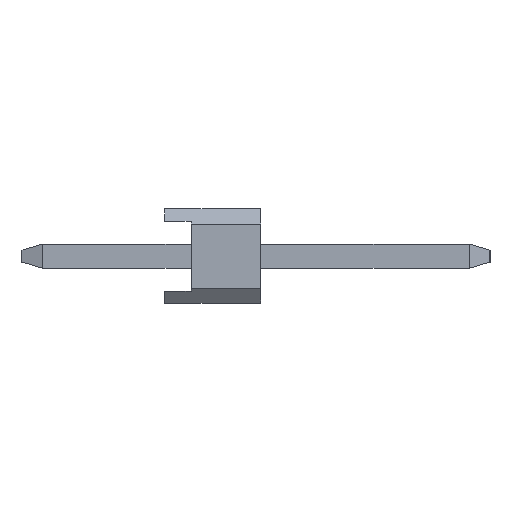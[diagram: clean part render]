
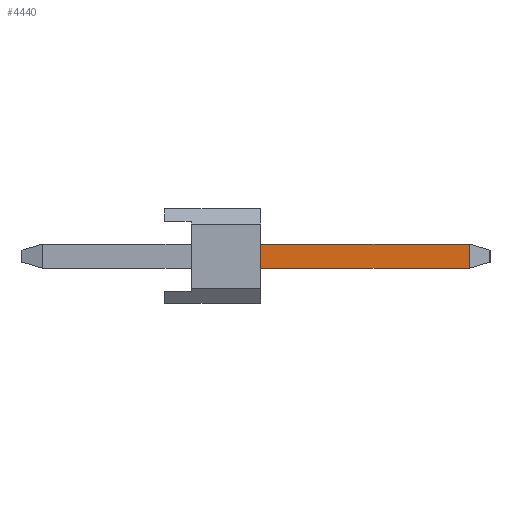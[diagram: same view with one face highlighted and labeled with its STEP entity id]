
A CAD part, left-side view. The second image highlights one B-rep face of the part: STEP entity #4440.
In plain terms, the highlighted planar face has unit normal (-1, 0, 0).
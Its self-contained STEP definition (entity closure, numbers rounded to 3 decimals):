
#3714=EDGE_CURVE('',#7492,#7516,#10526,.T.);
#4440=ADVANCED_FACE('',(#11341),#11342,.T.);
#5390=EDGE_CURVE('',#9668,#8306,#12380,.T.);
#7492=VERTEX_POINT('',#14692);
#7516=VERTEX_POINT('',#14720);
#7642=EDGE_CURVE('',#7516,#9668,#14861,.T.);
#8130=EDGE_CURVE('',#8306,#7492,#15397,.T.);
#8306=VERTEX_POINT('',#15589);
#9668=VERTEX_POINT('',#17092);
#10526=LINE('',#18140,#18141);
#11341=FACE_OUTER_BOUND('',#19330,.T.);
#11342=PLANE('',#19331);
#12380=LINE('',#20858,#20859);
#14692=CARTESIAN_POINT('',(-26.99,-8.074,0.32));
#14720=CARTESIAN_POINT('',(-26.99,-8.074,-0.32));
#14861=LINE('',#24433,#24434);
#15397=LINE('',#25227,#25228);
#15589=CARTESIAN_POINT('',(-26.99,-2.54,0.32));
#17092=CARTESIAN_POINT('',(-26.99,-2.54,-0.32));
#18140=CARTESIAN_POINT('',(-26.99,-8.074,0.5));
#18141=VECTOR('',#28823,1.0);
#19330=EDGE_LOOP('',(#29820,#29821,#29822,#29823));
#19331=AXIS2_PLACEMENT_3D('',#29824,#29825,#29826);
#20858=CARTESIAN_POINT('',(-26.99,-2.54,0.252));
#20859=VECTOR('',#30797,1.0);
#24433=CARTESIAN_POINT('',(-26.99,3.234,-0.32));
#24434=VECTOR('',#33316,1.0);
#25227=CARTESIAN_POINT('',(-26.99,-2.42,0.32));
#25228=VECTOR('',#33835,1.0);
#28823=DIRECTION('',(0.0,0.,-1.0));
#29820=ORIENTED_EDGE('',*,*,#5390,.F.);
#29821=ORIENTED_EDGE('',*,*,#7642,.F.);
#29822=ORIENTED_EDGE('',*,*,#3714,.F.);
#29823=ORIENTED_EDGE('',*,*,#8130,.F.);
#29824=CARTESIAN_POINT('',(-26.99,3.234,0.5));
#29825=DIRECTION('',(-1.0,0.,0.));
#29826=DIRECTION('',(0.,1.0,0.));
#30797=DIRECTION('',(0.,0.,1.0));
#33316=DIRECTION('',(0.,1.0,0.));
#33835=DIRECTION('',(0.,-1.0,0.));
